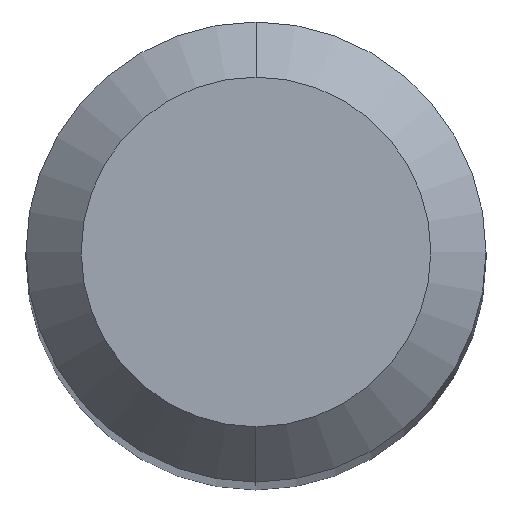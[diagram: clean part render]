
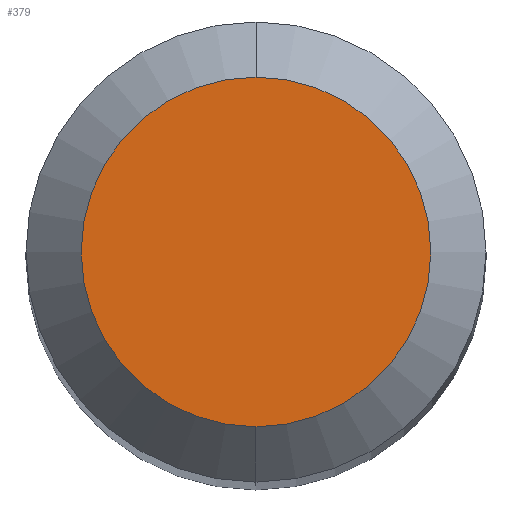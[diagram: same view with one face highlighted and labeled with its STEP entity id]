
A CAD part, top view. The second image highlights one B-rep face of the part: STEP entity #379.
In plain terms, the highlighted planar face has unit normal (0, 0, 1).
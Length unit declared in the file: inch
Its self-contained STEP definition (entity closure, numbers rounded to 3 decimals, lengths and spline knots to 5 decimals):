
#4 = CARTESIAN_POINT ( 'NONE',  ( 0., 0.0475, 0. ) ) ;
#18 = DIRECTION ( 'NONE',  ( 0., -1., 0. ) ) ;
#39 = EDGE_CURVE ( 'NONE', #357, #280, #395, .T. ) ;
#59 = EDGE_CURVE ( 'NONE', #280, #357, #194, .T. ) ;
#71 = ORIENTED_EDGE ( 'NONE', *, *, #59, .T. ) ;
#79 = EDGE_LOOP ( 'NONE', ( #512, #71 ) ) ;
#95 = DIRECTION ( 'NONE',  ( 0., -1., 0. ) ) ;
#135 = AXIS2_PLACEMENT_3D ( 'NONE', #511, #235, #155 ) ;
#140 = CARTESIAN_POINT ( 'NONE',  ( 0., 0., 0. ) ) ;
#155 = DIRECTION ( 'NONE',  ( 0., 1., 0. ) ) ;
#164 = PLANE ( 'NONE',  #135 ) ;
#194 = CIRCLE ( 'NONE', #303, 0.0475 ) ;
#214 = DIRECTION ( 'NONE',  ( 0., 0., 1. ) ) ;
#216 = DIRECTION ( 'NONE',  ( 0., 0., 1. ) ) ;
#235 = DIRECTION ( 'NONE',  ( 0., 0., -1. ) ) ;
#251 = AXIS2_PLACEMENT_3D ( 'NONE', #334, #214, #95 ) ;
#280 = VERTEX_POINT ( 'NONE', #306 ) ;
#303 = AXIS2_PLACEMENT_3D ( 'NONE', #140, #216, #18 ) ;
#306 = CARTESIAN_POINT ( 'NONE',  ( 0., -0.0475, 0. ) ) ;
#334 = CARTESIAN_POINT ( 'NONE',  ( 0., 0., 0. ) ) ;
#357 = VERTEX_POINT ( 'NONE', #4 ) ;
#379 = ADVANCED_FACE ( 'NONE', ( #432 ), #164, .F. ) ;
#395 = CIRCLE ( 'NONE', #251, 0.0475 ) ;
#432 = FACE_OUTER_BOUND ( 'NONE', #79, .T. ) ;
#511 = CARTESIAN_POINT ( 'NONE',  ( 0., 0.0475, 0. ) ) ;
#512 = ORIENTED_EDGE ( 'NONE', *, *, #39, .T. ) ;
